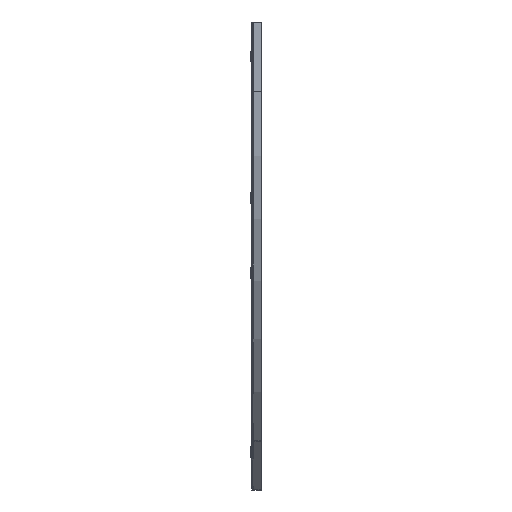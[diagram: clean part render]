
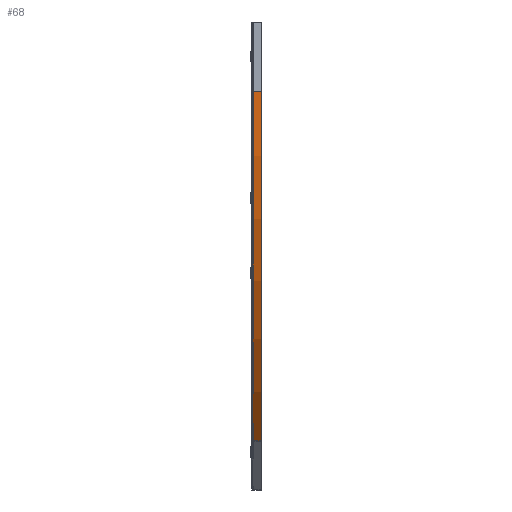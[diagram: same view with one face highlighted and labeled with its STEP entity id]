
A CAD part, left-side view. The second image highlights one B-rep face of the part: STEP entity #68.
In plain terms, the highlighted cylindrical face has radius 752 mm (diameter 1504 mm), a partial arc.
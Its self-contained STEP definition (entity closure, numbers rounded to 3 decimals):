
#68 = ADVANCED_FACE ( 'NONE', ( #893 ), #530, .T. ) ;
#81 = EDGE_CURVE ( 'NONE', #1113, #3109, #121, .T. ) ;
#121 = CIRCLE ( 'NONE', #3021, 752. ) ;
#203 = DIRECTION ( 'NONE',  ( 0., -1., 0. ) ) ;
#212 = VERTEX_POINT ( 'NONE', #2116 ) ;
#241 = EDGE_CURVE ( 'NONE', #2323, #212, #2917, .T. ) ;
#357 = CARTESIAN_POINT ( 'NONE',  ( 0., 0., -105. ) ) ;
#530 = CYLINDRICAL_SURFACE ( 'NONE', #1774, 752. ) ;
#619 = EDGE_CURVE ( 'NONE', #212, #3109, #1288, .T. ) ;
#709 = DIRECTION ( 'NONE',  ( 0., 0., 1. ) ) ;
#888 = DIRECTION ( 'NONE',  ( 0., 0., -1. ) ) ;
#893 = FACE_OUTER_BOUND ( 'NONE', #2450, .T. ) ;
#1071 = AXIS2_PLACEMENT_3D ( 'NONE', #3181, #203, #709 ) ;
#1113 = VERTEX_POINT ( 'NONE', #357 ) ;
#1222 = ORIENTED_EDGE ( 'NONE', *, *, #81, .F. ) ;
#1246 = CARTESIAN_POINT ( 'NONE',  ( 752., 0., -105. ) ) ;
#1288 = LINE ( 'NONE', #3174, #2460 ) ;
#1314 = ORIENTED_EDGE ( 'NONE', *, *, #2360, .F. ) ;
#1411 = DIRECTION ( 'NONE',  ( 0., -1., 0. ) ) ;
#1506 = DIRECTION ( 'NONE',  ( 0., 0., -1. ) ) ;
#1532 = DIRECTION ( 'NONE',  ( 0., -1., 0. ) ) ;
#1554 = CARTESIAN_POINT ( 'NONE',  ( 0., 14., -105. ) ) ;
#1774 = AXIS2_PLACEMENT_3D ( 'NONE', #3035, #1532, #1506 ) ;
#1795 = CARTESIAN_POINT ( 'NONE',  ( 0., 0., -105. ) ) ;
#2116 = CARTESIAN_POINT ( 'NONE',  ( 220.256, 14., -636.744 ) ) ;
#2146 = ORIENTED_EDGE ( 'NONE', *, *, #241, .T. ) ;
#2323 = VERTEX_POINT ( 'NONE', #1554 ) ;
#2360 = EDGE_CURVE ( 'NONE', #2323, #1113, #2898, .T. ) ;
#2450 = EDGE_LOOP ( 'NONE', ( #1314, #2146, #3081, #1222 ) ) ;
#2460 = VECTOR ( 'NONE', #1411, 1000. ) ;
#2530 = DIRECTION ( 'NONE',  ( 0., -1., 0. ) ) ;
#2898 = LINE ( 'NONE', #1795, #2937 ) ;
#2917 = CIRCLE ( 'NONE', #1071, 752. ) ;
#2937 = VECTOR ( 'NONE', #3039, 1000. ) ;
#3020 = CARTESIAN_POINT ( 'NONE',  ( 220.256, 0., -636.744 ) ) ;
#3021 = AXIS2_PLACEMENT_3D ( 'NONE', #1246, #2530, #888 ) ;
#3035 = CARTESIAN_POINT ( 'NONE',  ( 752., 0., -105. ) ) ;
#3039 = DIRECTION ( 'NONE',  ( 0., -1., 0. ) ) ;
#3081 = ORIENTED_EDGE ( 'NONE', *, *, #619, .T. ) ;
#3109 = VERTEX_POINT ( 'NONE', #3020 ) ;
#3174 = CARTESIAN_POINT ( 'NONE',  ( 220.256, 0., -636.744 ) ) ;
#3181 = CARTESIAN_POINT ( 'NONE',  ( 752., 14., -105. ) ) ;
